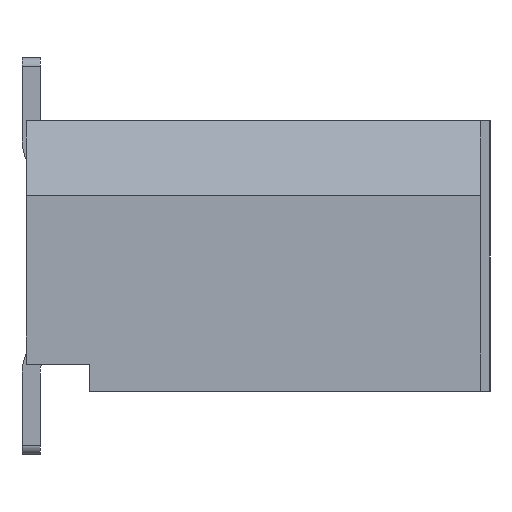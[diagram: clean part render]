
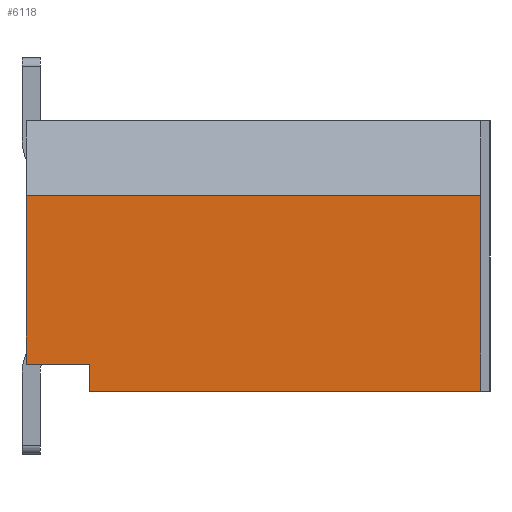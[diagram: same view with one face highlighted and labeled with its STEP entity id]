
A CAD part, left-side view. The second image highlights one B-rep face of the part: STEP entity #6118.
In plain terms, the highlighted planar face has unit normal (-1, 0, 0).
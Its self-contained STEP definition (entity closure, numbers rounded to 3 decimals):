
#781=ORIENTED_EDGE('',*,*,#2060,.F.);
#782=ORIENTED_EDGE('',*,*,#2447,.F.);
#783=ORIENTED_EDGE('',*,*,#2448,.F.);
#784=ORIENTED_EDGE('',*,*,#2449,.T.);
#785=ORIENTED_EDGE('',*,*,#2450,.T.);
#786=ORIENTED_EDGE('',*,*,#2439,.F.);
#2060=EDGE_CURVE('',#2973,#2974,#3579,.T.);
#2439=EDGE_CURVE('',#2974,#3258,#3940,.T.);
#2447=EDGE_CURVE('',#3262,#2973,#3948,.T.);
#2448=EDGE_CURVE('',#3263,#3262,#3949,.T.);
#2449=EDGE_CURVE('',#3263,#3264,#3950,.T.);
#2450=EDGE_CURVE('',#3264,#3258,#3951,.T.);
#2973=VERTEX_POINT('',#8486);
#2974=VERTEX_POINT('',#8488);
#3258=VERTEX_POINT('',#9219);
#3262=VERTEX_POINT('',#9234);
#3263=VERTEX_POINT('',#9236);
#3264=VERTEX_POINT('',#9238);
#3579=LINE('',#8487,#4398);
#3940=LINE('',#9218,#4759);
#3948=LINE('',#9233,#4767);
#3949=LINE('',#9235,#4768);
#3950=LINE('',#9237,#4769);
#3951=LINE('',#9239,#4770);
#4398=VECTOR('',#6832,1000.);
#4759=VECTOR('',#7365,1000.);
#4767=VECTOR('',#7379,1000.);
#4768=VECTOR('',#7380,1000.);
#4769=VECTOR('',#7381,1000.);
#4770=VECTOR('',#7382,1000.);
#5261=EDGE_LOOP('',(#781,#782,#783,#784,#785,#786));
#5562=FACE_BOUND('',#5261,.T.);
#5854=PLANE('',#6486);
#6118=ADVANCED_FACE('',(#5562),#5854,.F.);
#6486=AXIS2_PLACEMENT_3D('',#9232,#7377,#7378);
#6832=DIRECTION('',(0.,0.,1.));
#7365=DIRECTION('',(0.,1.,0.));
#7377=DIRECTION('',(1.,0.,0.));
#7378=DIRECTION('',(0.,0.,-1.));
#7379=DIRECTION('',(0.,1.,0.));
#7380=DIRECTION('',(0.,0.,-1.));
#7381=DIRECTION('',(0.,1.,0.));
#7382=DIRECTION('',(0.,0.,-1.));
#8486=CARTESIAN_POINT('',(-5.5,1.825,-1.5));
#8487=CARTESIAN_POINT('',(-5.5,1.825,-1.5));
#8488=CARTESIAN_POINT('',(-5.5,1.825,-1.2));
#9218=CARTESIAN_POINT('',(-5.5,1.825,-1.2));
#9219=CARTESIAN_POINT('',(-5.5,2.525,-1.2));
#9232=CARTESIAN_POINT('',(-5.5,-2.525,0.672));
#9233=CARTESIAN_POINT('',(-5.5,-2.525,-1.5));
#9234=CARTESIAN_POINT('',(-5.5,-2.525,-1.5));
#9235=CARTESIAN_POINT('',(-5.5,-2.525,0.672));
#9236=CARTESIAN_POINT('',(-5.5,-2.525,0.672));
#9237=CARTESIAN_POINT('',(-5.5,-2.525,0.672));
#9238=CARTESIAN_POINT('',(-5.5,2.525,0.672));
#9239=CARTESIAN_POINT('',(-5.5,2.525,0.672));
